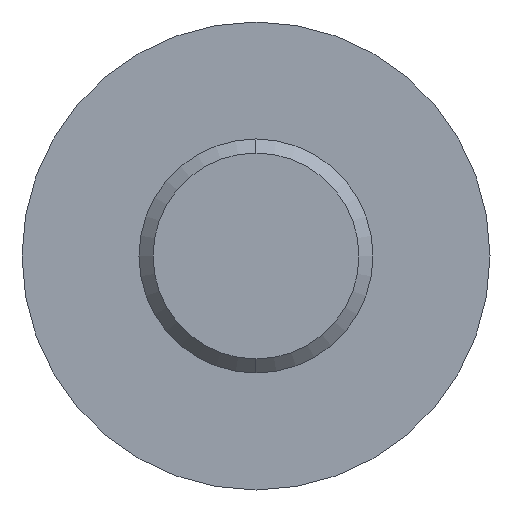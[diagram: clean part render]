
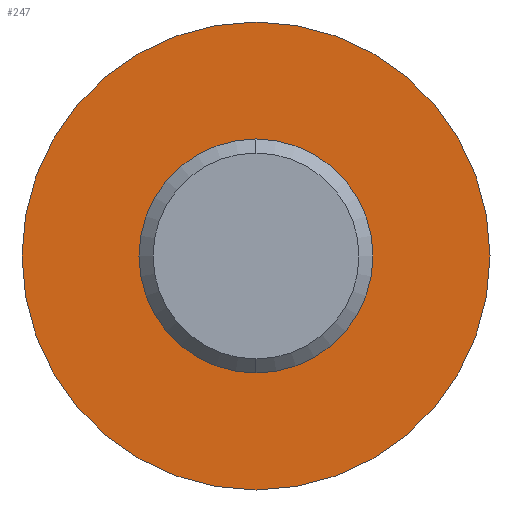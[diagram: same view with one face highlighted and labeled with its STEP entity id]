
A CAD part, left-side view. The second image highlights one B-rep face of the part: STEP entity #247.
In plain terms, the highlighted planar face has unit normal (-1, 0, 0).
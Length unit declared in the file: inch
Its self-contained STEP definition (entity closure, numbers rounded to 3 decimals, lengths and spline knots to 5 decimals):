
#29 = EDGE_LOOP ( 'NONE', ( #107, #217 ) ) ;
#38 = EDGE_LOOP ( 'NONE', ( #503, #476 ) ) ;
#43 = PLANE ( 'NONE',  #406 ) ;
#61 = CARTESIAN_POINT ( 'NONE',  ( 0., 0., -0.1405 ) ) ;
#79 = CARTESIAN_POINT ( 'NONE',  ( 0., 0., 0. ) ) ;
#84 = DIRECTION ( 'NONE',  ( 1., 0., 0. ) ) ;
#91 = AXIS2_PLACEMENT_3D ( 'NONE', #387, #84, #128 ) ;
#107 = ORIENTED_EDGE ( 'NONE', *, *, #157, .F. ) ;
#108 = AXIS2_PLACEMENT_3D ( 'NONE', #534, #158, #245 ) ;
#128 = DIRECTION ( 'NONE',  ( 0., 0., -1. ) ) ;
#148 = CIRCLE ( 'NONE', #91, 0.5 ) ;
#157 = EDGE_CURVE ( 'NONE', #413, #541, #556, .T. ) ;
#158 = DIRECTION ( 'NONE',  ( 1., 0., 0. ) ) ;
#167 = CIRCLE ( 'NONE', #454, 0.1405 ) ;
#173 = DIRECTION ( 'NONE',  ( 0., 0., -1. ) ) ;
#202 = EDGE_CURVE ( 'NONE', #422, #205, #148, .T. ) ;
#205 = VERTEX_POINT ( 'NONE', #213 ) ;
#213 = CARTESIAN_POINT ( 'NONE',  ( 0., 0., -0.5 ) ) ;
#217 = ORIENTED_EDGE ( 'NONE', *, *, #264, .F. ) ;
#224 = DIRECTION ( 'NONE',  ( 0., 0., 1. ) ) ;
#242 = CARTESIAN_POINT ( 'NONE',  ( 0., 0., 0.5 ) ) ;
#245 = DIRECTION ( 'NONE',  ( 0., 0., -1. ) ) ;
#247 = ADVANCED_FACE ( 'NONE', ( #424, #343 ), #43, .F. ) ;
#262 = CARTESIAN_POINT ( 'NONE',  ( 0., 0., 0. ) ) ;
#264 = EDGE_CURVE ( 'NONE', #541, #413, #167, .T. ) ;
#282 = AXIS2_PLACEMENT_3D ( 'NONE', #262, #303, #470 ) ;
#303 = DIRECTION ( 'NONE',  ( -1., 0., 0. ) ) ;
#306 = DIRECTION ( 'NONE',  ( -1., 0., 0. ) ) ;
#329 = CIRCLE ( 'NONE', #108, 0.5 ) ;
#343 = FACE_OUTER_BOUND ( 'NONE', #38, .T. ) ;
#387 = CARTESIAN_POINT ( 'NONE',  ( 0., 0., 0. ) ) ;
#401 = EDGE_CURVE ( 'NONE', #205, #422, #329, .T. ) ;
#406 = AXIS2_PLACEMENT_3D ( 'NONE', #552, #475, #173 ) ;
#413 = VERTEX_POINT ( 'NONE', #414 ) ;
#414 = CARTESIAN_POINT ( 'NONE',  ( 0., 0., 0.1405 ) ) ;
#422 = VERTEX_POINT ( 'NONE', #242 ) ;
#424 = FACE_BOUND ( 'NONE', #29, .T. ) ;
#454 = AXIS2_PLACEMENT_3D ( 'NONE', #79, #306, #224 ) ;
#470 = DIRECTION ( 'NONE',  ( 0., 0., 1. ) ) ;
#475 = DIRECTION ( 'NONE',  ( 1., 0., 0. ) ) ;
#476 = ORIENTED_EDGE ( 'NONE', *, *, #202, .F. ) ;
#503 = ORIENTED_EDGE ( 'NONE', *, *, #401, .F. ) ;
#534 = CARTESIAN_POINT ( 'NONE',  ( 0., 0., 0. ) ) ;
#541 = VERTEX_POINT ( 'NONE', #61 ) ;
#552 = CARTESIAN_POINT ( 'NONE',  ( 0., 0., 0. ) ) ;
#556 = CIRCLE ( 'NONE', #282, 0.1405 ) ;
